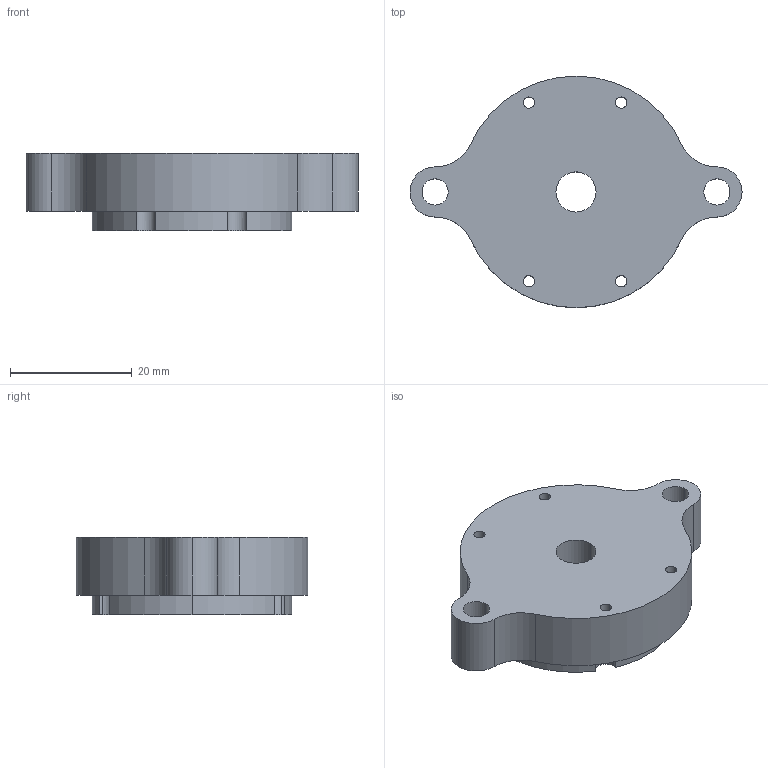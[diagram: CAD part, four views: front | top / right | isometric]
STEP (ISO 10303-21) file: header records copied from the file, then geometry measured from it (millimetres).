
FILE_DESCRIPTION (( 'STEP AP214' ), '1' );
FILE_NAME ('1.5 Indicator Rear Bezel Spacer.STEP', '2021-04-20T21:18:19', ( '' ), ( '' ), 'SwSTEP 2.0', 'SolidWorks 2019', '' );
FILE_SCHEMA (( 'AUTOMOTIVE_DESIGN' ));
Length unit declared in the file: millimetre
Products named in the file (1): 1.5 Indicator Rear Bezel Spacer
Bounding box: 54.61 x 38.1 x 12.7 mm (x, y, z)
Volume: 13849.1 mm3; surface area: 4941.9 mm2
Topology: 1 solids, 1 shells, 53 faces, 144 edges, 96 vertices
Faces by surface type: cylinder 36, plane 13, cone 4
Entity records: 1788 total; most frequent: DIRECTION 340, CARTESIAN_POINT 294, ORIENTED_EDGE 288, EDGE_CURVE 144, AXIS2_PLACEMENT_3D 142, VERTEX_POINT 96, CIRCLE 88, EDGE_LOOP 70
